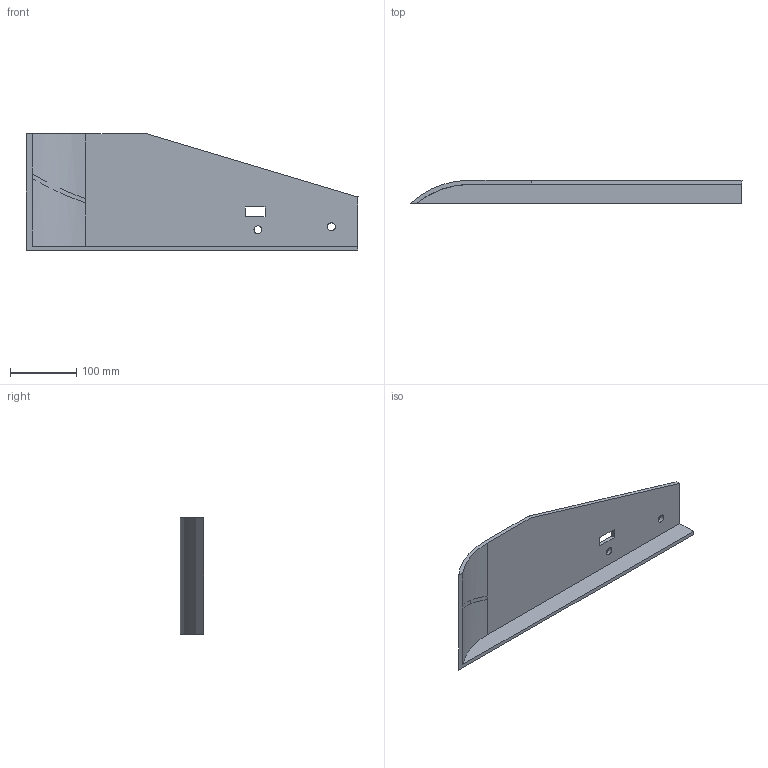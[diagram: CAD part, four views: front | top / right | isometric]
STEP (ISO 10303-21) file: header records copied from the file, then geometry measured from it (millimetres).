
FILE_DESCRIPTION(/* description */ (''),/* implementation_level */ '2;1');
FILE_NAME(/* name */ 'Fr.stp',/* time_stamp */ '2018-07-03T17:54:21+09:00',/* author */ ('KITformula'),/* organization */ (''),/* preprocessor_version */ 'ST-DEVELOPER v16.13',/* originating_system */ 'Autodesk Inventor 2018',/* authorisation */ '');
FILE_SCHEMA (('AUTOMOTIVE_DESIGN { 1 0 10303 214 3 1 1 }'));
Length unit declared in the file: millimetre
Products named in the file (3): Fr.wing_assy; endplate_ver2111; Part1111
Assembly tree (2 placements, depth 3):
  Fr.wing_assy
    endplate_ver2111
      Part1111
Bounding box: 500 x 35 x 175 mm (x, y, z)
Volume: 515064.8 mm3; surface area: 181004.8 mm2
Topology: 1 solids, 1 shells, 19 faces, 52 edges, 35 vertices
Faces by surface type: plane 12, cylinder 5, bspline 2
Full cylindrical faces by diameter (mm): 12 x2
Entity records: 890 total; most frequent: CARTESIAN_POINT 310, ORIENTED_EDGE 100, DIRECTION 99, EDGE_CURVE 50, LINE 37, VECTOR 37, VERTEX_POINT 35, AXIS2_PLACEMENT_3D 31
